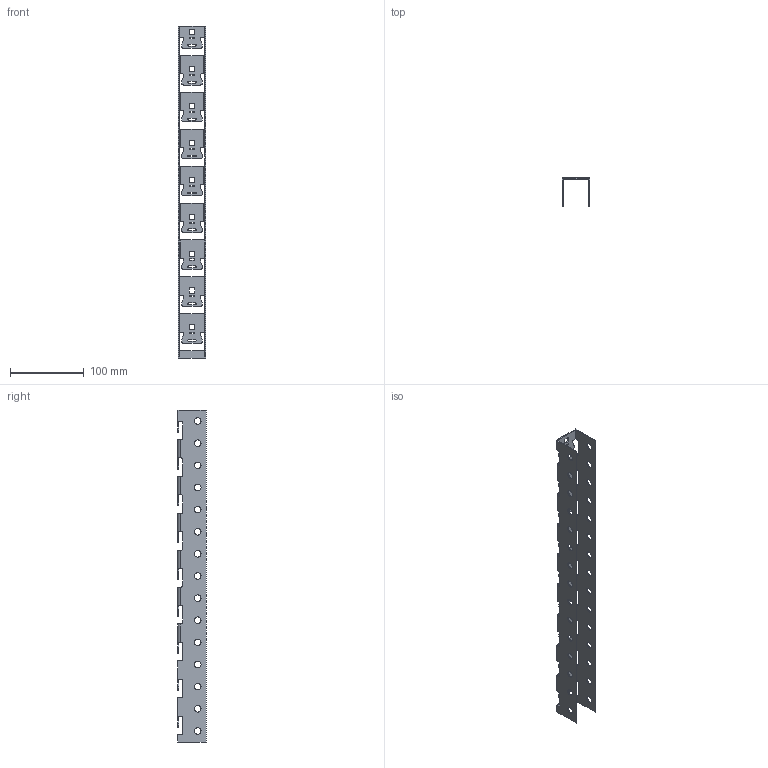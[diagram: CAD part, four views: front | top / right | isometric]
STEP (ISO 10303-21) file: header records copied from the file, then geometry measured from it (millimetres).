
FILE_DESCRIPTION(/* description */ (''),/* implementation_level */ '2;1');
FILE_NAME(/* name */ '',/* time_stamp */ '2023-05-18T11:58:45+03:00',/* author */ ('Ртищев А.О.'),/* organization */ (''),/* preprocessor_version */ 'ST-DEVELOPER v19.2',/* originating_system */ 'Autodesk Inventor 2023',/* authorisation */ '');
FILE_SCHEMA (('AUTOMOTIVE_DESIGN { 1 0 10303 214 3 1 1 }'));
Length unit declared in the file: millimetre
Products named in the file (1): Универсальный профиль 
для крепления к 
забору, UPZ450
Bounding box: 37.82 x 38.41 x 450 mm (x, y, z)
Volume: 59671.8 mm3; surface area: 85809.7 mm2
Topology: 1 solids, 1 shells, 484 faces, 1412 edges, 912 vertices
Faces by surface type: plane 288, cylinder 196
Full cylindrical faces by diameter (mm): 9 x30
Entity records: 16735 total; most frequent: ORIENTED_EDGE 2824, CARTESIAN_POINT 2809, DIRECTION 2774, EDGE_CURVE 1412, LINE 1020, VECTOR 1020, VERTEX_POINT 912, AXIS2_PLACEMENT_3D 877
